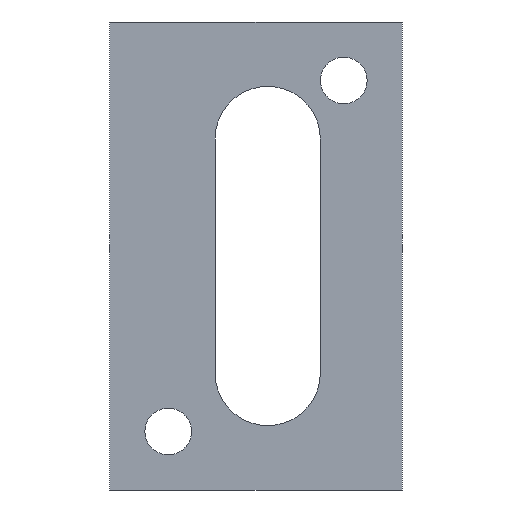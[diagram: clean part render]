
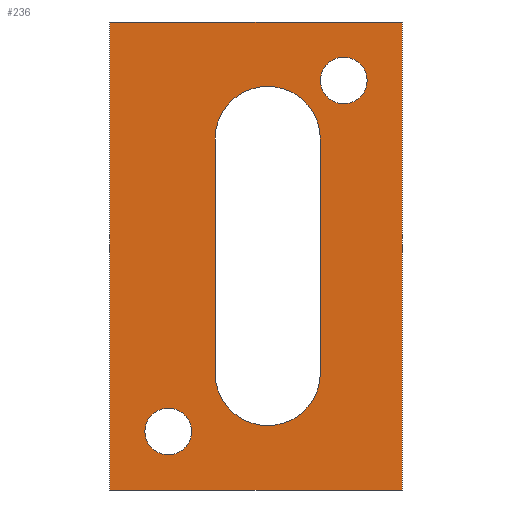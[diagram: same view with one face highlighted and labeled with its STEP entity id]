
A CAD part, left-side view. The second image highlights one B-rep face of the part: STEP entity #236.
In plain terms, the highlighted planar face has unit normal (-1, 0, 0).
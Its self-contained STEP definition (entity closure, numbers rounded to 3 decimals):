
#18=FACE_BOUND('',#56,.T.);
#19=FACE_BOUND('',#57,.T.);
#20=FACE_BOUND('',#58,.T.);
#28=PLANE('',#270);
#40=FACE_OUTER_BOUND('',#55,.T.);
#55=EDGE_LOOP('',(#211,#212,#213,#214));
#56=EDGE_LOOP('',(#215));
#57=EDGE_LOOP('',(#216,#217,#218,#219));
#58=EDGE_LOOP('',(#220));
#60=LINE('',#345,#82);
#65=LINE('',#359,#87);
#69=LINE('',#375,#91);
#73=LINE('',#383,#95);
#76=LINE('',#389,#98);
#79=LINE('',#394,#101);
#82=VECTOR('',#282,10.);
#87=VECTOR('',#295,10.);
#91=VECTOR('',#313,10.);
#95=VECTOR('',#319,10.);
#98=VECTOR('',#324,10.);
#101=VECTOR('',#329,10.);
#104=CIRCLE('',#253,2.);
#105=CIRCLE('',#256,4.5);
#107=CIRCLE('',#260,4.5);
#110=CIRCLE('',#264,2.);
#112=VERTEX_POINT('',#339);
#113=VERTEX_POINT('',#343);
#114=VERTEX_POINT('',#344);
#117=VERTEX_POINT('',#352);
#119=VERTEX_POINT('',#358);
#122=VERTEX_POINT('',#369);
#123=VERTEX_POINT('',#373);
#124=VERTEX_POINT('',#374);
#127=VERTEX_POINT('',#382);
#129=VERTEX_POINT('',#388);
#133=EDGE_CURVE('',#112,#112,#104,.T.);
#134=EDGE_CURVE('',#113,#114,#60,.T.);
#138=EDGE_CURVE('',#117,#113,#105,.T.);
#141=EDGE_CURVE('',#119,#117,#65,.T.);
#144=EDGE_CURVE('',#114,#119,#107,.T.);
#148=EDGE_CURVE('',#122,#122,#110,.T.);
#149=EDGE_CURVE('',#123,#124,#69,.T.);
#153=EDGE_CURVE('',#127,#123,#73,.T.);
#156=EDGE_CURVE('',#129,#127,#76,.T.);
#159=EDGE_CURVE('',#124,#129,#79,.T.);
#211=ORIENTED_EDGE('',*,*,#159,.F.);
#212=ORIENTED_EDGE('',*,*,#149,.F.);
#213=ORIENTED_EDGE('',*,*,#153,.F.);
#214=ORIENTED_EDGE('',*,*,#156,.F.);
#215=ORIENTED_EDGE('',*,*,#148,.F.);
#216=ORIENTED_EDGE('',*,*,#144,.F.);
#217=ORIENTED_EDGE('',*,*,#134,.F.);
#218=ORIENTED_EDGE('',*,*,#138,.F.);
#219=ORIENTED_EDGE('',*,*,#141,.F.);
#220=ORIENTED_EDGE('',*,*,#133,.F.);
#236=ADVANCED_FACE('',(#40,#18,#19,#20),#28,.F.);
#253=AXIS2_PLACEMENT_3D('',#341,#278,#279);
#256=AXIS2_PLACEMENT_3D('',#353,#288,#289);
#260=AXIS2_PLACEMENT_3D('',#364,#300,#301);
#264=AXIS2_PLACEMENT_3D('',#371,#309,#310);
#270=AXIS2_PLACEMENT_3D('',#397,#333,#334);
#278=DIRECTION('center_axis',(-1.,0.,0.));
#279=DIRECTION('ref_axis',(0.,0.,-1.));
#282=DIRECTION('',(0.,0.,-1.));
#288=DIRECTION('center_axis',(-1.,0.,0.));
#289=DIRECTION('ref_axis',(0.,1.,0.));
#295=DIRECTION('',(0.,0.,1.));
#300=DIRECTION('center_axis',(-1.,0.,0.));
#301=DIRECTION('ref_axis',(0.,-1.,0.));
#309=DIRECTION('center_axis',(-1.,0.,0.));
#310=DIRECTION('ref_axis',(0.,0.,-1.));
#313=DIRECTION('',(0.,0.,1.));
#319=DIRECTION('',(0.,1.,0.));
#324=DIRECTION('',(0.,0.,-1.));
#329=DIRECTION('',(0.,-1.,0.));
#333=DIRECTION('center_axis',(1.,0.,0.));
#334=DIRECTION('ref_axis',(0.,0.,-1.));
#339=CARTESIAN_POINT('',(0.,5.,-3.));
#341=CARTESIAN_POINT('Origin',(0.,5.,-5.));
#343=CARTESIAN_POINT('',(0.,16.,-10.));
#344=CARTESIAN_POINT('',(0.,16.,-30.));
#345=CARTESIAN_POINT('',(0.,16.,-10.));
#352=CARTESIAN_POINT('',(0.,7.,-10.));
#353=CARTESIAN_POINT('Origin',(0.,11.5,-10.));
#358=CARTESIAN_POINT('',(0.,7.,-30.));
#359=CARTESIAN_POINT('',(0.,7.,-30.));
#364=CARTESIAN_POINT('Origin',(0.,11.5,-30.));
#369=CARTESIAN_POINT('',(0.,20.,-33.));
#371=CARTESIAN_POINT('Origin',(0.,20.,-35.));
#373=CARTESIAN_POINT('',(0.,25.,-40.));
#374=CARTESIAN_POINT('',(0.,25.,0.));
#375=CARTESIAN_POINT('',(0.,25.,-40.));
#382=CARTESIAN_POINT('',(0.,0.,-40.));
#383=CARTESIAN_POINT('',(0.,0.,-40.));
#388=CARTESIAN_POINT('',(0.,0.,0.));
#389=CARTESIAN_POINT('',(0.,0.,0.));
#394=CARTESIAN_POINT('',(0.,25.,0.));
#397=CARTESIAN_POINT('Origin',(0.,12.5,-20.));
